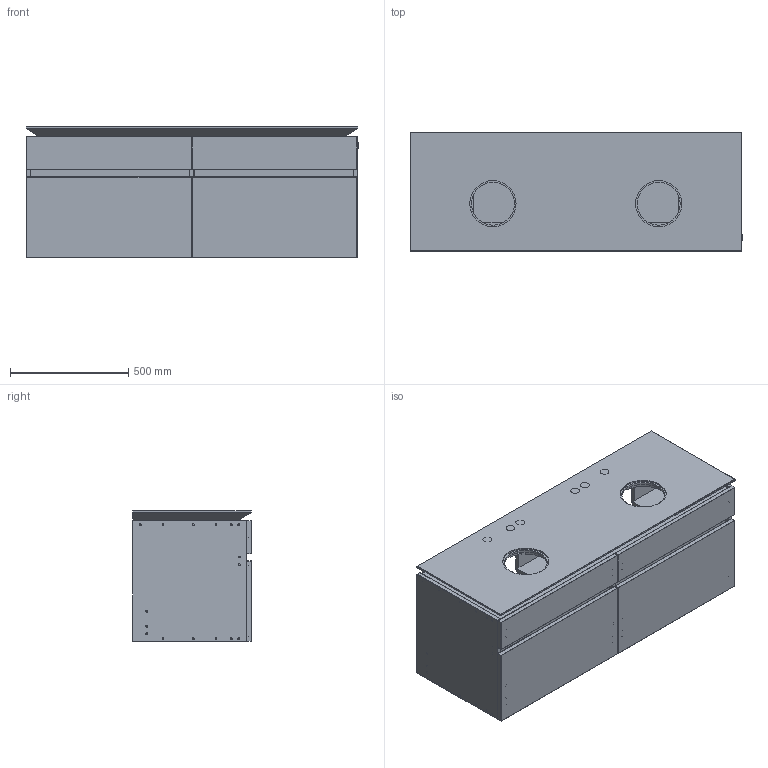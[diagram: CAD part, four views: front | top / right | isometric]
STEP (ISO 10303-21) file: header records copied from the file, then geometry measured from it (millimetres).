
FILE_DESCRIPTION((' '),'2;1');
FILE_NAME('B59200_B592L0.stp','2022-05-16T08:02:57',(' '),(' '),' ','ACIS',' ');
FILE_SCHEMA(('CONFIG_CONTROL_DESIGN'));
Length unit declared in the file: millimetre
Products named in the file (31): B59200_B592L0.stp; Körper1; Körper2; Körper3; Körper4; Körper5; Körper6; Körper7; Körper8; Körper9; Körper10; Körper11; Körper12; Körper13; Körper14; Körper15; Körper16; Körper17; Körper18; Körper19; Körper20; Körper21; Körper22; Körper23; Körper24; Körper25; Körper26; Körper27; Körper28; Körper29; Körper30
Assembly tree (30 placements, depth 2):
  B59200_B592L0.stp
    Körper1
    Körper2
    Körper3
    Körper4
    Körper5
    Körper6
    Körper7
    Körper8
    Körper9
    Körper10
    Körper11
    Körper12
    Körper13
    Körper14
    Körper15
    Körper16
    Körper17
    Körper18
    Körper19
    Körper20
    Körper21
    Körper22
    Körper23
    Körper24
    Körper25
    Körper26
    Körper27
    Körper28
    Körper29
    Körper30
Bounding box: 1401.5 x 500 x 551.8 mm (x, y, z)
Volume: 95289376.2 mm3; surface area: 10621549.9 mm2
Topology: 30 solids, 30 shells, 1002 faces, 1998 edges, 1348 vertices
Faces by surface type: plane 628, cylinder 373, torus 1
Full cylindrical faces by diameter (mm): 3 x116, 5 x41, 6.5 x6, 8 x59, 8.01 x46, 10 x42, 26 x1
Entity records: 28755 total; most frequent: DIRECTION 4540, CARTESIAN_POINT 4043, ORIENTED_EDGE 3270, AXIS2_PLACEMENT_3D 1847, EDGE_LOOP 1656, EDGE_CURVE 1635, VERTEX_POINT 1297, FACE_OUTER_BOUND 1002
